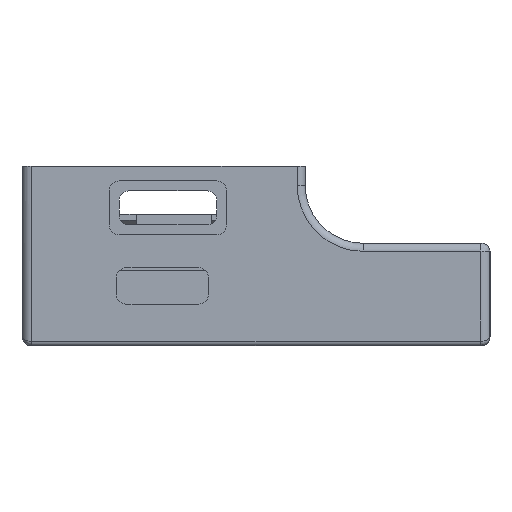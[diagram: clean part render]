
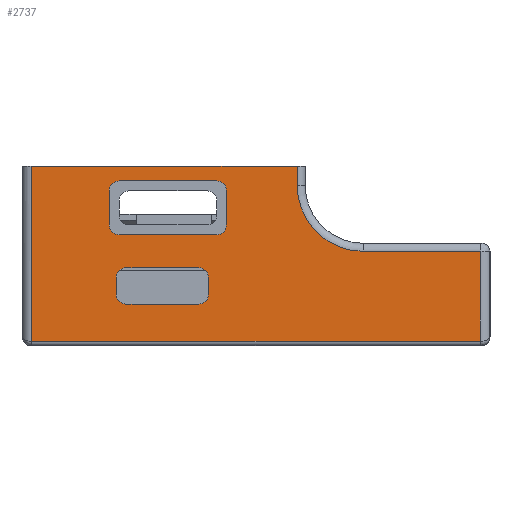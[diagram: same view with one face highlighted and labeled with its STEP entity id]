
A CAD part, left-side view. The second image highlights one B-rep face of the part: STEP entity #2737.
In plain terms, the highlighted planar face has unit normal (-1, 0, 0).
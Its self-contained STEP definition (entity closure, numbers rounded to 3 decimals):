
#21=FACE_BOUND('',#297,.T.);
#22=FACE_BOUND('',#298,.T.);
#41=PLANE('',#2906);
#149=FACE_OUTER_BOUND('',#296,.T.);
#296=EDGE_LOOP('',(#1913,#1914,#1915,#1916,#1917,#1918,#1919));
#297=EDGE_LOOP('',(#1920,#1921,#1922,#1923,#1924,#1925,#1926,#1927));
#298=EDGE_LOOP('',(#1928,#1929,#1930,#1931,#1932,#1933,#1934,#1935));
#450=CIRCLE('',#2907,6.87);
#451=CIRCLE('',#2908,1.005);
#452=CIRCLE('',#2909,1.005);
#453=CIRCLE('',#2910,1.005);
#454=CIRCLE('',#2911,1.005);
#455=CIRCLE('',#2912,1.005);
#456=CIRCLE('',#2913,1.005);
#457=CIRCLE('',#2914,1.005);
#458=CIRCLE('',#2915,1.005);
#544=LINE('',#4080,#870);
#548=LINE('',#4089,#874);
#549=LINE('',#4091,#875);
#550=LINE('',#4093,#876);
#551=LINE('',#4097,#877);
#552=LINE('',#4098,#878);
#553=LINE('',#4101,#879);
#554=LINE('',#4105,#880);
#555=LINE('',#4109,#881);
#556=LINE('',#4113,#882);
#557=LINE('',#4117,#883);
#558=LINE('',#4121,#884);
#559=LINE('',#4125,#885);
#560=LINE('',#4129,#886);
#870=VECTOR('',#3162,10.);
#874=VECTOR('',#3172,10.);
#875=VECTOR('',#3173,10.);
#876=VECTOR('',#3174,10.);
#877=VECTOR('',#3177,10.);
#878=VECTOR('',#3178,10.05);
#879=VECTOR('',#3179,10.05);
#880=VECTOR('',#3182,10.05);
#881=VECTOR('',#3185,10.05);
#882=VECTOR('',#3188,10.05);
#883=VECTOR('',#3191,10.05);
#884=VECTOR('',#3194,10.05);
#885=VECTOR('',#3197,10.05);
#886=VECTOR('',#3200,10.05);
#1205=VERTEX_POINT('',#4073);
#1207=VERTEX_POINT('',#4079);
#1209=VERTEX_POINT('',#4088);
#1210=VERTEX_POINT('',#4090);
#1211=VERTEX_POINT('',#4092);
#1212=VERTEX_POINT('',#4094);
#1213=VERTEX_POINT('',#4096);
#1214=VERTEX_POINT('',#4099);
#1215=VERTEX_POINT('',#4100);
#1216=VERTEX_POINT('',#4102);
#1217=VERTEX_POINT('',#4104);
#1218=VERTEX_POINT('',#4106);
#1219=VERTEX_POINT('',#4108);
#1220=VERTEX_POINT('',#4110);
#1221=VERTEX_POINT('',#4112);
#1222=VERTEX_POINT('',#4115);
#1223=VERTEX_POINT('',#4116);
#1224=VERTEX_POINT('',#4118);
#1225=VERTEX_POINT('',#4120);
#1226=VERTEX_POINT('',#4122);
#1227=VERTEX_POINT('',#4124);
#1228=VERTEX_POINT('',#4126);
#1229=VERTEX_POINT('',#4128);
#1484=EDGE_CURVE('',#1205,#1207,#544,.T.);
#1489=EDGE_CURVE('',#1209,#1205,#548,.T.);
#1490=EDGE_CURVE('',#1210,#1209,#549,.T.);
#1491=EDGE_CURVE('',#1211,#1210,#550,.T.);
#1492=EDGE_CURVE('',#1212,#1211,#450,.T.);
#1493=EDGE_CURVE('',#1213,#1212,#551,.T.);
#1494=EDGE_CURVE('',#1213,#1207,#552,.T.);
#1495=EDGE_CURVE('',#1214,#1215,#553,.T.);
#1496=EDGE_CURVE('',#1215,#1216,#451,.T.);
#1497=EDGE_CURVE('',#1216,#1217,#554,.T.);
#1498=EDGE_CURVE('',#1217,#1218,#452,.T.);
#1499=EDGE_CURVE('',#1218,#1219,#555,.T.);
#1500=EDGE_CURVE('',#1220,#1219,#453,.T.);
#1501=EDGE_CURVE('',#1220,#1221,#556,.F.);
#1502=EDGE_CURVE('',#1214,#1221,#454,.T.);
#1503=EDGE_CURVE('',#1222,#1223,#557,.F.);
#1504=EDGE_CURVE('',#1224,#1223,#455,.T.);
#1505=EDGE_CURVE('',#1224,#1225,#558,.F.);
#1506=EDGE_CURVE('',#1226,#1225,#456,.T.);
#1507=EDGE_CURVE('',#1226,#1227,#559,.F.);
#1508=EDGE_CURVE('',#1228,#1227,#457,.T.);
#1509=EDGE_CURVE('',#1228,#1229,#560,.F.);
#1510=EDGE_CURVE('',#1222,#1229,#458,.T.);
#1913=ORIENTED_EDGE('',*,*,#1484,.F.);
#1914=ORIENTED_EDGE('',*,*,#1489,.F.);
#1915=ORIENTED_EDGE('',*,*,#1490,.F.);
#1916=ORIENTED_EDGE('',*,*,#1491,.F.);
#1917=ORIENTED_EDGE('',*,*,#1492,.F.);
#1918=ORIENTED_EDGE('',*,*,#1493,.F.);
#1919=ORIENTED_EDGE('',*,*,#1494,.T.);
#1920=ORIENTED_EDGE('',*,*,#1495,.T.);
#1921=ORIENTED_EDGE('',*,*,#1496,.T.);
#1922=ORIENTED_EDGE('',*,*,#1497,.T.);
#1923=ORIENTED_EDGE('',*,*,#1498,.T.);
#1924=ORIENTED_EDGE('',*,*,#1499,.T.);
#1925=ORIENTED_EDGE('',*,*,#1500,.F.);
#1926=ORIENTED_EDGE('',*,*,#1501,.T.);
#1927=ORIENTED_EDGE('',*,*,#1502,.F.);
#1928=ORIENTED_EDGE('',*,*,#1503,.T.);
#1929=ORIENTED_EDGE('',*,*,#1504,.F.);
#1930=ORIENTED_EDGE('',*,*,#1505,.T.);
#1931=ORIENTED_EDGE('',*,*,#1506,.F.);
#1932=ORIENTED_EDGE('',*,*,#1507,.T.);
#1933=ORIENTED_EDGE('',*,*,#1508,.F.);
#1934=ORIENTED_EDGE('',*,*,#1509,.T.);
#1935=ORIENTED_EDGE('',*,*,#1510,.F.);
#2737=ADVANCED_FACE('',(#149,#21,#22),#41,.F.);
#2906=AXIS2_PLACEMENT_3D('',#4087,#3170,#3171);
#2907=AXIS2_PLACEMENT_3D('',#4095,#3175,#3176);
#2908=AXIS2_PLACEMENT_3D('',#4103,#3180,#3181);
#2909=AXIS2_PLACEMENT_3D('',#4107,#3183,#3184);
#2910=AXIS2_PLACEMENT_3D('',#4111,#3186,#3187);
#2911=AXIS2_PLACEMENT_3D('',#4114,#3189,#3190);
#2912=AXIS2_PLACEMENT_3D('',#4119,#3192,#3193);
#2913=AXIS2_PLACEMENT_3D('',#4123,#3195,#3196);
#2914=AXIS2_PLACEMENT_3D('',#4127,#3198,#3199);
#2915=AXIS2_PLACEMENT_3D('',#4130,#3201,#3202);
#3162=DIRECTION('',(0.,0.,1.));
#3170=DIRECTION('center_axis',(1.,0.,0.));
#3171=DIRECTION('ref_axis',(0.,1.,0.));
#3172=DIRECTION('',(0.,1.,0.));
#3173=DIRECTION('',(0.,0.,-1.));
#3174=DIRECTION('',(0.,-1.,0.));
#3175=DIRECTION('center_axis',(-1.,0.,0.));
#3176=DIRECTION('ref_axis',(0.,0.707,-0.707));
#3177=DIRECTION('',(0.,0.,-1.));
#3178=DIRECTION('',(0.,1.,0.));
#3179=DIRECTION('',(0.,0.,-1.));
#3180=DIRECTION('center_axis',(1.,0.,0.));
#3181=DIRECTION('ref_axis',(0.,-0.707,-0.707));
#3182=DIRECTION('',(0.,1.,0.));
#3183=DIRECTION('center_axis',(1.,0.,0.));
#3184=DIRECTION('ref_axis',(0.,0.707,-0.707));
#3185=DIRECTION('',(0.,0.,1.));
#3186=DIRECTION('center_axis',(-1.,0.,0.));
#3187=DIRECTION('ref_axis',(0.,0.707,0.707));
#3188=DIRECTION('',(0.,1.,0.));
#3189=DIRECTION('center_axis',(-1.,0.,0.));
#3190=DIRECTION('ref_axis',(0.,-0.707,0.707));
#3191=DIRECTION('',(0.,0.,1.));
#3192=DIRECTION('center_axis',(-1.,0.,0.));
#3193=DIRECTION('ref_axis',(0.,-0.707,-0.707));
#3194=DIRECTION('',(0.,-1.,0.));
#3195=DIRECTION('center_axis',(-1.,0.,0.));
#3196=DIRECTION('ref_axis',(0.,0.707,-0.707));
#3197=DIRECTION('',(0.,0.,-1.));
#3198=DIRECTION('center_axis',(-1.,0.,0.));
#3199=DIRECTION('ref_axis',(0.,0.707,0.707));
#3200=DIRECTION('',(0.,1.,0.));
#3201=DIRECTION('center_axis',(-1.,0.,0.));
#3202=DIRECTION('ref_axis',(0.,-0.707,0.707));
#4073=CARTESIAN_POINT('',(-154.327,21.443,-32.996));
#4079=CARTESIAN_POINT('',(-154.327,21.443,-14.77));
#4080=CARTESIAN_POINT('',(-154.327,21.443,-31.092));
#4087=CARTESIAN_POINT('Origin',(-154.327,25.628,-31.704));
#4088=CARTESIAN_POINT('',(-154.327,-25.244,-32.996));
#4089=CARTESIAN_POINT('',(-154.327,25.628,-32.996));
#4090=CARTESIAN_POINT('',(-154.327,-25.244,-23.65));
#4091=CARTESIAN_POINT('',(-154.327,-25.244,-31.092));
#4092=CARTESIAN_POINT('',(-154.327,-13.052,-23.65));
#4093=CARTESIAN_POINT('',(-154.327,4.498,-23.65));
#4094=CARTESIAN_POINT('',(-154.327,-6.181,-16.78));
#4095=CARTESIAN_POINT('Origin',(-154.327,-13.052,-16.78));
#4096=CARTESIAN_POINT('',(-154.327,-6.181,-14.77));
#4097=CARTESIAN_POINT('',(-154.327,-6.181,-25.498));
#4098=CARTESIAN_POINT('',(-154.327,-16.609,-14.77));
#4099=CARTESIAN_POINT('',(-154.327,1.169,-17.334));
#4100=CARTESIAN_POINT('',(-154.327,1.169,-20.903));
#4101=CARTESIAN_POINT('',(-154.327,1.169,-25.455));
#4102=CARTESIAN_POINT('',(-154.327,2.174,-21.908));
#4103=CARTESIAN_POINT('Origin',(-154.327,2.174,-20.903));
#4104=CARTESIAN_POINT('',(-154.327,12.347,-21.908));
#4105=CARTESIAN_POINT('',(-154.327,-14.171,-21.908));
#4106=CARTESIAN_POINT('',(-154.327,13.352,-20.903));
#4107=CARTESIAN_POINT('Origin',(-154.327,12.347,-20.903));
#4108=CARTESIAN_POINT('',(-154.327,13.352,-17.334));
#4109=CARTESIAN_POINT('',(-154.327,13.352,-26.284));
#4110=CARTESIAN_POINT('',(-154.327,12.347,-16.329));
#4111=CARTESIAN_POINT('Origin',(-154.327,12.347,-17.334));
#4112=CARTESIAN_POINT('',(-154.327,2.174,-16.329));
#4113=CARTESIAN_POINT('',(-154.327,-9.838,-16.329));
#4114=CARTESIAN_POINT('Origin',(-154.327,2.174,-17.334));
#4115=CARTESIAN_POINT('',(-154.327,3.038,-26.36));
#4116=CARTESIAN_POINT('',(-154.327,3.038,-28.129));
#4117=CARTESIAN_POINT('',(-154.327,3.038,-28.068));
#4118=CARTESIAN_POINT('',(-154.327,4.043,-29.134));
#4119=CARTESIAN_POINT('Origin',(-154.327,4.043,-28.129));
#4120=CARTESIAN_POINT('',(-154.327,11.631,-29.134));
#4121=CARTESIAN_POINT('',(-154.327,-13.965,-29.134));
#4122=CARTESIAN_POINT('',(-154.327,12.636,-28.129));
#4123=CARTESIAN_POINT('Origin',(-154.327,11.631,-28.129));
#4124=CARTESIAN_POINT('',(-154.327,12.636,-26.36));
#4125=CARTESIAN_POINT('',(-154.327,12.636,-29.656));
#4126=CARTESIAN_POINT('',(-154.327,11.631,-25.355));
#4127=CARTESIAN_POINT('Origin',(-154.327,11.631,-26.36));
#4128=CARTESIAN_POINT('',(-154.327,4.043,-25.355));
#4129=CARTESIAN_POINT('',(-154.327,-9.467,-25.355));
#4130=CARTESIAN_POINT('Origin',(-154.327,4.043,-26.36));
